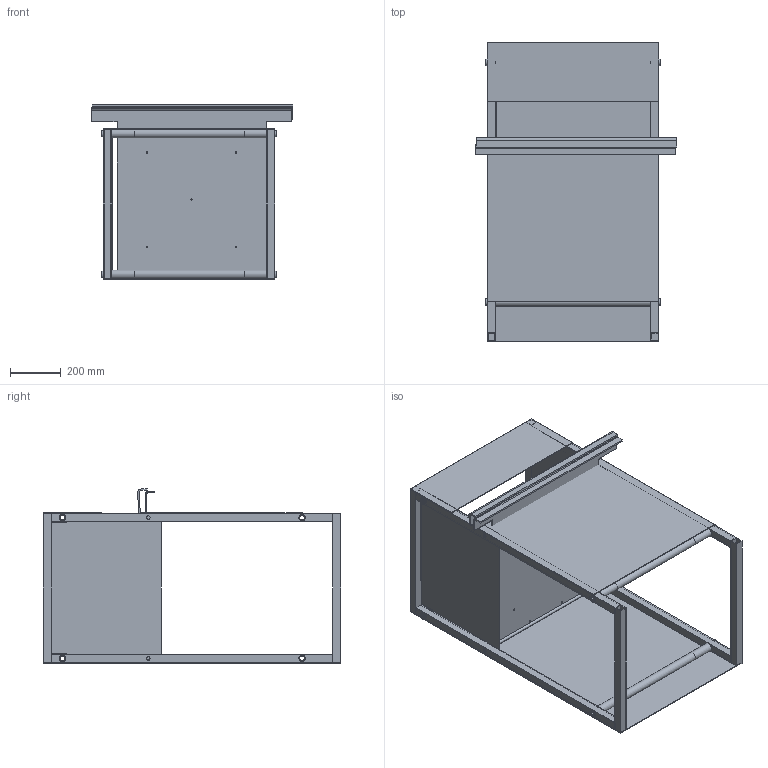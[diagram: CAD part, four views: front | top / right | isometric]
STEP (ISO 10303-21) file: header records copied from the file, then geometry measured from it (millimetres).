
FILE_DESCRIPTION(/* description */ (''),/* implementation_level */ '2;1');
FILE_NAME(/* name */ 'GE-17254_ASM_25_ASM.stp',/* time_stamp */ '2017-01-08T13:51:24-05:00',/* author */ ('jeff1'),/* organization */ (''),/* preprocessor_version */ 'ST-DEVELOPER v16.5',/* originating_system */ 'Autodesk Inventor 2017',/* authorisation */ '');
FILE_SCHEMA (('AUTOMOTIVE_DESIGN { 1 0 10303 214 3 1 1 }'));
Length unit declared in the file: inch
Products named in the file (13): GE-17254_ASM_25_ASM; GE-17256_3; GE-17255_ASM_11_ASM; GE-17255-02_5; GE-17255-01_8; GE-17255-03_2; GE-17257_6; GE-17258_10; GE-17259_7; GE-17260_5; GE-17263_6; GE-17262_5; GE-17262_REVB_8
Assembly tree (22 placements, depth 3):
  GE-17254_ASM_25_ASM
    GE-17255_ASM_11_ASM  x2
      GE-17255-01_8
      GE-17255-02_5
      GE-17255-03_2
    GE-17256_3  x4
    GE-17257_6
    GE-17258_10  x2
    GE-17259_7
    GE-17260_5
    GE-17263_6
    GE-17262_5
    GE-17262_REVB_8
Bounding box: 790.58 x 1168.4 x 684.7 mm (x, y, z)
Volume: 14932204.3 mm3; surface area: 7743820.6 mm2
Topology: 28 solids, 28 shells, 262 faces, 618 edges, 396 vertices
Faces by surface type: plane 192, cylinder 70
Full cylindrical faces by diameter (mm): 4.851 x5, 6.35 x8, 12.7 x1, 14.224 x8, 19.05 x8, 25.4 x24, 26.645 x4, 33.401 x4
Entity records: 3789 total; most frequent: DIRECTION 628, CARTESIAN_POINT 585, ORIENTED_EDGE 508, EDGE_CURVE 254, AXIS2_PLACEMENT_3D 219, LINE 190, VECTOR 190, EDGE_LOOP 186
